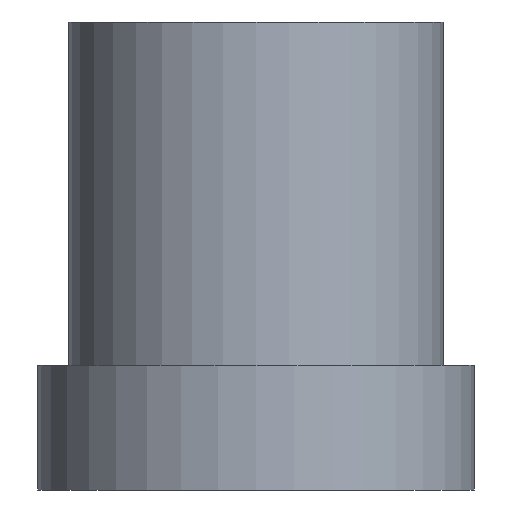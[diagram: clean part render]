
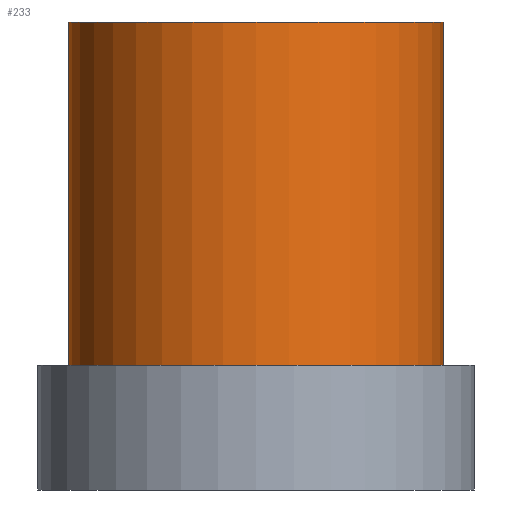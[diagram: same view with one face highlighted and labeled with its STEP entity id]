
A CAD part, front view. The second image highlights one B-rep face of the part: STEP entity #233.
In plain terms, the highlighted cylindrical face has radius 6 mm (diameter 12 mm), a partial arc.
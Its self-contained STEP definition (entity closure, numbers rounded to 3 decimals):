
#7 = CIRCLE ( 'NONE', #273, 6. ) ;
#22 = ORIENTED_EDGE ( 'NONE', *, *, #136, .F. ) ;
#25 = DIRECTION ( 'NONE',  ( 0., 0., 1. ) ) ;
#26 = EDGE_CURVE ( 'NONE', #156, #114, #7, .T. ) ;
#36 = AXIS2_PLACEMENT_3D ( 'NONE', #306, #139, #232 ) ;
#40 = CYLINDRICAL_SURFACE ( 'NONE', #36, 6. ) ;
#53 = VERTEX_POINT ( 'NONE', #216 ) ;
#75 = EDGE_CURVE ( 'NONE', #53, #299, #367, .T. ) ;
#76 = CARTESIAN_POINT ( 'NONE',  ( -6., 0., -0.1 ) ) ;
#93 = CARTESIAN_POINT ( 'NONE',  ( 0., 0., -11. ) ) ;
#114 = VERTEX_POINT ( 'NONE', #125 ) ;
#125 = CARTESIAN_POINT ( 'NONE',  ( 6., 0., 0. ) ) ;
#131 = DIRECTION ( 'NONE',  ( 0., 0., 1. ) ) ;
#136 = EDGE_CURVE ( 'NONE', #53, #156, #337, .T. ) ;
#139 = DIRECTION ( 'NONE',  ( 0., 0., 1. ) ) ;
#153 = AXIS2_PLACEMENT_3D ( 'NONE', #93, #25, #434 ) ;
#156 = VERTEX_POINT ( 'NONE', #262 ) ;
#171 = EDGE_LOOP ( 'NONE', ( #22, #432, #297, #305 ) ) ;
#192 = VECTOR ( 'NONE', #340, 1000. ) ;
#198 = DIRECTION ( 'NONE',  ( 0., 0., 1. ) ) ;
#216 = CARTESIAN_POINT ( 'NONE',  ( -6., 0., -11. ) ) ;
#226 = EDGE_CURVE ( 'NONE', #299, #114, #234, .T. ) ;
#229 = CARTESIAN_POINT ( 'NONE',  ( 6., 0., -0.1 ) ) ;
#232 = DIRECTION ( 'NONE',  ( 1., 0., 0. ) ) ;
#233 = ADVANCED_FACE ( 'NONE', ( #369 ), #40, .T. ) ;
#234 = LINE ( 'NONE', #229, #274 ) ;
#260 = CARTESIAN_POINT ( 'NONE',  ( 0., 0., 0. ) ) ;
#262 = CARTESIAN_POINT ( 'NONE',  ( -6., 0., 0. ) ) ;
#273 = AXIS2_PLACEMENT_3D ( 'NONE', #260, #131, #325 ) ;
#274 = VECTOR ( 'NONE', #198, 1000. ) ;
#297 = ORIENTED_EDGE ( 'NONE', *, *, #226, .T. ) ;
#299 = VERTEX_POINT ( 'NONE', #423 ) ;
#305 = ORIENTED_EDGE ( 'NONE', *, *, #26, .F. ) ;
#306 = CARTESIAN_POINT ( 'NONE',  ( 0., 0., -0.1 ) ) ;
#325 = DIRECTION ( 'NONE',  ( 1., 0., 0. ) ) ;
#337 = LINE ( 'NONE', #76, #192 ) ;
#340 = DIRECTION ( 'NONE',  ( 0., 0., 1. ) ) ;
#367 = CIRCLE ( 'NONE', #153, 6. ) ;
#369 = FACE_OUTER_BOUND ( 'NONE', #171, .T. ) ;
#423 = CARTESIAN_POINT ( 'NONE',  ( 6., 0., -11. ) ) ;
#432 = ORIENTED_EDGE ( 'NONE', *, *, #75, .T. ) ;
#434 = DIRECTION ( 'NONE',  ( 1., 0., 0. ) ) ;
